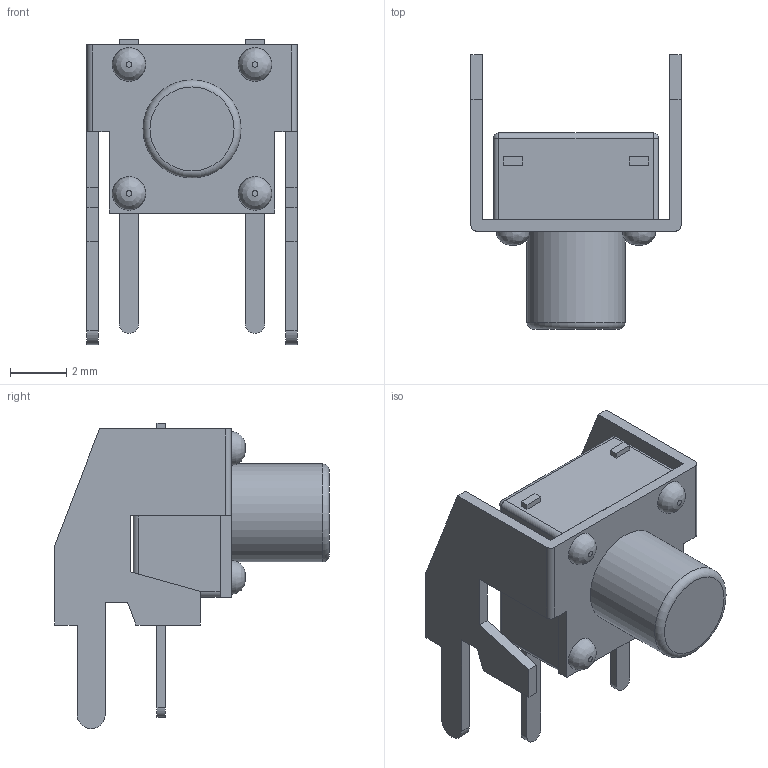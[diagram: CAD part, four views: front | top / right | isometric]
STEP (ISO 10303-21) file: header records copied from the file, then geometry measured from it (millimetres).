
FILE_DESCRIPTION(/* description */ (''),/* implementation_level */ '2;1');
FILE_NAME(/* name */ 'K2-1102AQ-G4CW-01.step',/* time_stamp */ '2021-09-30T04:33:07+08:00',/* author */ (''),/* organization */ (''),/* preprocessor_version */ 'ST-DEVELOPER v18.1',/* originating_system */ 'Autodesk Translation Framework v10.10.0.1391',/* authorisation */ '');
FILE_SCHEMA (('AUTOMOTIVE_DESIGN { 1 0 10303 214 3 1 1 }'));
Length unit declared in the file: millimetre
Products named in the file (4): K2-1102AQ-G4CW-01; Body; Shell; Pin
Assembly tree (3 placements, depth 2):
  K2-1102AQ-G4CW-01
    Body
    Shell
    Pin
Bounding box: 7.5 x 9.8 x 10.9 mm (x, y, z)
Volume: 188.3 mm3; surface area: 439 mm2
Topology: 6 solids, 6 shells, 100 faces, 237 edges, 154 vertices
Faces by surface type: plane 67, cylinder 24, bspline 4, sphere 4, torus 1
Full cylindrical faces by diameter (mm): 1.2 x8, 3.5 x2
Entity records: 3114 total; most frequent: CARTESIAN_POINT 603, DIRECTION 508, ORIENTED_EDGE 474, EDGE_CURVE 237, LINE 174, VECTOR 174, AXIS2_PLACEMENT_3D 167, VERTEX_POINT 154
